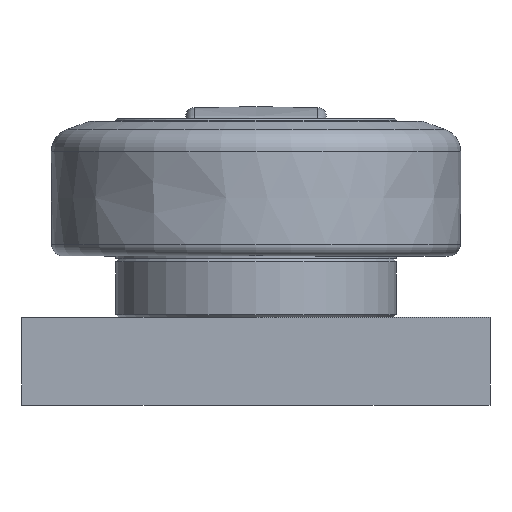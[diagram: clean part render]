
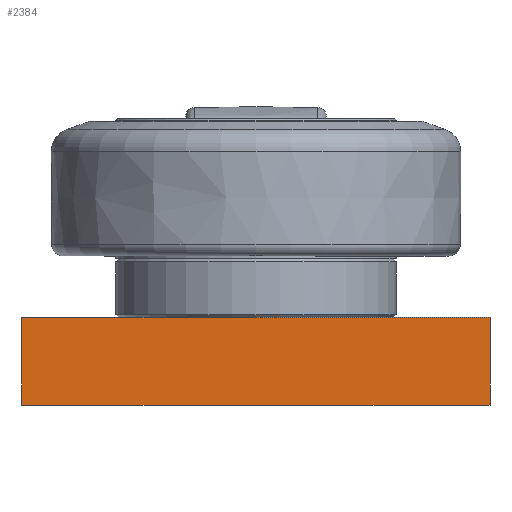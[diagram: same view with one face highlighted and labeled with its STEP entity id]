
A CAD part, front view. The second image highlights one B-rep face of the part: STEP entity #2384.
In plain terms, the highlighted planar face has unit normal (0, -1, 0).
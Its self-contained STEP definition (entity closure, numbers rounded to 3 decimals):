
#170=PLANE('',#2622);
#281=FACE_OUTER_BOUND('',#434,.T.);
#434=EDGE_LOOP('',(#2055,#2056,#2057,#2058));
#580=LINE('',#3916,#771);
#641=LINE('',#4099,#832);
#642=LINE('',#4102,#833);
#644=LINE('',#4105,#835);
#771=VECTOR('',#3069,10.);
#832=VECTOR('',#3234,10.);
#833=VECTOR('',#3237,10.);
#835=VECTOR('',#3241,10.);
#1120=VERTEX_POINT('',#3912);
#1122=VERTEX_POINT('',#3915);
#1192=VERTEX_POINT('',#4097);
#1193=VERTEX_POINT('',#4101);
#1413=EDGE_CURVE('',#1122,#1120,#580,.T.);
#1504=EDGE_CURVE('',#1192,#1120,#641,.T.);
#1505=EDGE_CURVE('',#1193,#1122,#642,.T.);
#1507=EDGE_CURVE('',#1192,#1193,#644,.T.);
#2055=ORIENTED_EDGE('',*,*,#1413,.T.);
#2056=ORIENTED_EDGE('',*,*,#1504,.F.);
#2057=ORIENTED_EDGE('',*,*,#1507,.T.);
#2058=ORIENTED_EDGE('',*,*,#1505,.T.);
#2384=ADVANCED_FACE('',(#281),#170,.T.);
#2622=AXIS2_PLACEMENT_3D('',#4104,#3239,#3240);
#3069=DIRECTION('',(-1.,0.,0.));
#3234=DIRECTION('',(0.,0.,1.));
#3237=DIRECTION('',(0.,0.,1.));
#3239=DIRECTION('center_axis',(0.,-1.,0.));
#3240=DIRECTION('ref_axis',(0.,0.,-1.));
#3241=DIRECTION('',(1.,0.,0.));
#3912=CARTESIAN_POINT('',(-43.918,-63.641,-7.9));
#3915=CARTESIAN_POINT('',(36.082,-63.641,-7.9));
#3916=CARTESIAN_POINT('',(-43.918,-63.641,-7.9));
#4097=CARTESIAN_POINT('',(-43.918,-63.641,-22.9));
#4099=CARTESIAN_POINT('',(-43.918,-63.641,-22.9));
#4101=CARTESIAN_POINT('',(36.082,-63.641,-22.9));
#4102=CARTESIAN_POINT('',(36.082,-63.641,-22.9));
#4104=CARTESIAN_POINT('Origin',(36.082,-63.641,-22.9));
#4105=CARTESIAN_POINT('',(-43.918,-63.641,-22.9));
